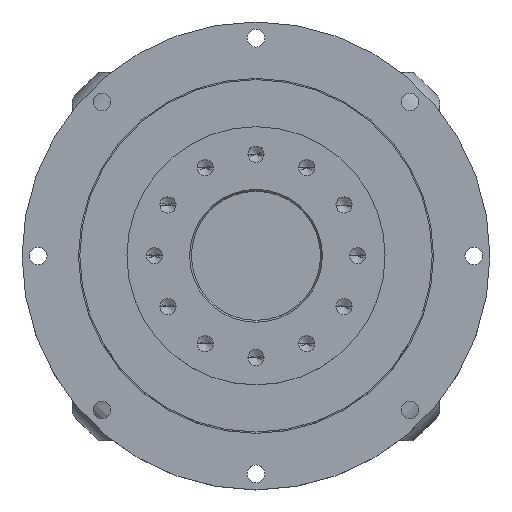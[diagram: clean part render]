
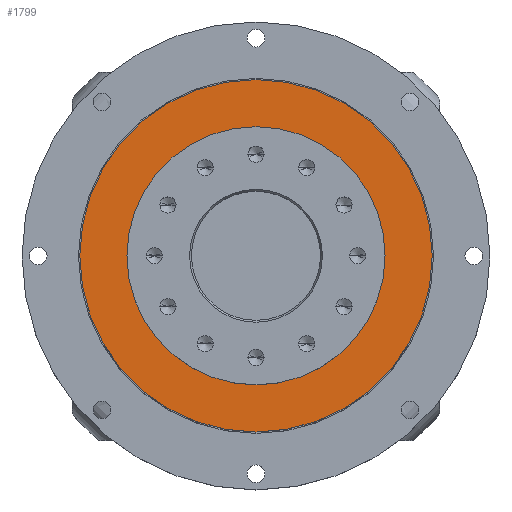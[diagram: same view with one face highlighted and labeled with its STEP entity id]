
A CAD part, top view. The second image highlights one B-rep face of the part: STEP entity #1799.
In plain terms, the highlighted planar face has unit normal (0, 0, 1).
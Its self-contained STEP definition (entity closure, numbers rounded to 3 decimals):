
#377 = DIRECTION ( 'NONE',  ( 1., 0., 0. ) ) ;
#592 = CIRCLE ( 'NONE', #7158, 54.6 ) ;
#672 = EDGE_CURVE ( 'NONE', #9382, #8099, #6328, .T. ) ;
#1149 = CARTESIAN_POINT ( 'NONE',  ( 0., 54.6, -6. ) ) ;
#1390 = DIRECTION ( 'NONE',  ( 0., 0., 1. ) ) ;
#1675 = FACE_BOUND ( 'NONE', #6739, .T. ) ;
#1799 = ADVANCED_FACE ( 'NONE', ( #1675, #7909 ), #5071, .F. ) ;
#2456 = CARTESIAN_POINT ( 'NONE',  ( 0., 0., -6. ) ) ;
#2597 = VERTEX_POINT ( 'NONE', #9209 ) ;
#2801 = ORIENTED_EDGE ( 'NONE', *, *, #6190, .F. ) ;
#3096 = EDGE_CURVE ( 'NONE', #2597, #9691, #6108, .T. ) ;
#3245 = DIRECTION ( 'NONE',  ( 1., 0., 0. ) ) ;
#3410 = CARTESIAN_POINT ( 'NONE',  ( 0., 0., -6. ) ) ;
#3457 = ORIENTED_EDGE ( 'NONE', *, *, #6263, .T. ) ;
#3821 = CARTESIAN_POINT ( 'NONE',  ( -54.6, 0., -6. ) ) ;
#3828 = CARTESIAN_POINT ( 'NONE',  ( 40., 0., -6. ) ) ;
#3947 = AXIS2_PLACEMENT_3D ( 'NONE', #8271, #1390, #377 ) ;
#3954 = DIRECTION ( 'NONE',  ( 0., 0., 1. ) ) ;
#4132 = ORIENTED_EDGE ( 'NONE', *, *, #672, .T. ) ;
#4234 = DIRECTION ( 'NONE',  ( 1., 0., 0. ) ) ;
#5071 = PLANE ( 'NONE',  #8480 ) ;
#5680 = EDGE_LOOP ( 'NONE', ( #4132, #3457 ) ) ;
#6108 = CIRCLE ( 'NONE', #7408, 40. ) ;
#6190 = EDGE_CURVE ( 'NONE', #9691, #2597, #9319, .T. ) ;
#6263 = EDGE_CURVE ( 'NONE', #8099, #9382, #592, .T. ) ;
#6328 = CIRCLE ( 'NONE', #3947, 54.6 ) ;
#6739 = EDGE_LOOP ( 'NONE', ( #2801, #9953 ) ) ;
#7158 = AXIS2_PLACEMENT_3D ( 'NONE', #2456, #8130, #3245 ) ;
#7336 = DIRECTION ( 'NONE',  ( -1., 0., 0. ) ) ;
#7408 = AXIS2_PLACEMENT_3D ( 'NONE', #3410, #9094, #4234 ) ;
#7909 = FACE_OUTER_BOUND ( 'NONE', #5680, .T. ) ;
#8099 = VERTEX_POINT ( 'NONE', #3821 ) ;
#8130 = DIRECTION ( 'NONE',  ( 0., 0., 1. ) ) ;
#8220 = CARTESIAN_POINT ( 'NONE',  ( 54.6, 0., -6. ) ) ;
#8271 = CARTESIAN_POINT ( 'NONE',  ( 0., 0., -6. ) ) ;
#8480 = AXIS2_PLACEMENT_3D ( 'NONE', #1149, #9634, #7336 ) ;
#8807 = CARTESIAN_POINT ( 'NONE',  ( 0., 0., -6. ) ) ;
#9094 = DIRECTION ( 'NONE',  ( 0., 0., 1. ) ) ;
#9209 = CARTESIAN_POINT ( 'NONE',  ( -40., 0., -6. ) ) ;
#9319 = CIRCLE ( 'NONE', #10048, 40. ) ;
#9382 = VERTEX_POINT ( 'NONE', #8220 ) ;
#9609 = DIRECTION ( 'NONE',  ( 1., 0., 0. ) ) ;
#9634 = DIRECTION ( 'NONE',  ( 0., 0., -1. ) ) ;
#9691 = VERTEX_POINT ( 'NONE', #3828 ) ;
#9953 = ORIENTED_EDGE ( 'NONE', *, *, #3096, .F. ) ;
#10048 = AXIS2_PLACEMENT_3D ( 'NONE', #8807, #3954, #9609 ) ;
